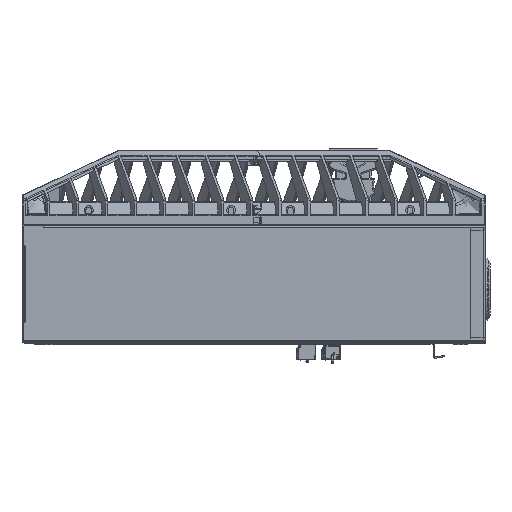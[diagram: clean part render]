
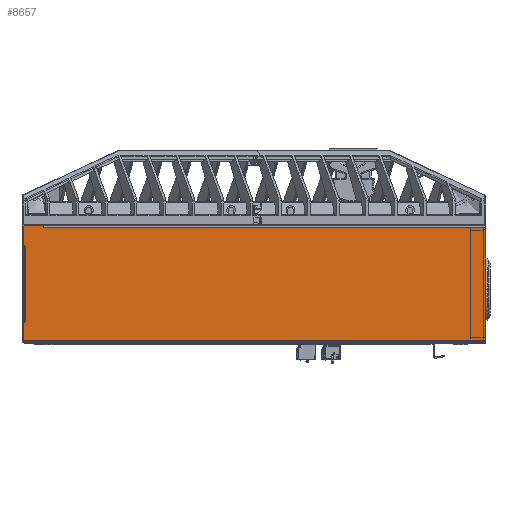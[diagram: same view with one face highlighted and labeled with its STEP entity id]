
A CAD part, left-side view. The second image highlights one B-rep face of the part: STEP entity #8657.
In plain terms, the highlighted planar face has unit normal (-1, 0, 0).
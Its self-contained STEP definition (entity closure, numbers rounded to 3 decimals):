
#2694=CARTESIAN_POINT('',(-260.,367.,2.));
#2696=DIRECTION('',(0.,-1.,0.));
#2697=VECTOR('',#2696,367.);
#2698=CARTESIAN_POINT('',(-260.,367.,2.));
#2699=LINE('',#2698,#2697);
#2700=DIRECTION('',(0.,0.866,0.5));
#2701=VECTOR('',#2700,2.309);
#2702=CARTESIAN_POINT('',(-260.,365.,77.));
#2703=LINE('',#2702,#2701);
#2704=DIRECTION('',(0.,0.,1.));
#2705=VECTOR('',#2704,13.845);
#2706=CARTESIAN_POINT('',(-260.,367.,78.155));
#2707=LINE('',#2706,#2705);
#2708=CARTESIAN_POINT('',(-260.,367.,92.));
#2709=CARTESIAN_POINT('',(-260.,366.994,92.189));
#2710=CARTESIAN_POINT('',(-260.,366.911,92.516));
#2711=CARTESIAN_POINT('',(-260.,366.516,92.911));
#2712=CARTESIAN_POINT('',(-260.,366.189,92.994));
#2713=CARTESIAN_POINT('',(-260.,366.,93.));
#2715=DIRECTION('',(0.,-0.5,-0.866));
#2716=VECTOR('',#2715,1.155);
#2717=CARTESIAN_POINT('',(-260.,351.577,93.));
#2718=LINE('',#2717,#2716);
#2719=DIRECTION('',(0.,0.,1.));
#2720=VECTOR('',#2719,13.845);
#2721=CARTESIAN_POINT('',(-260.,367.,2.));
#2722=LINE('',#2721,#2720);
#2723=DIRECTION('',(0.,-0.866,0.5));
#2724=VECTOR('',#2723,2.309);
#2725=CARTESIAN_POINT('',(-260.,367.,15.845));
#2726=LINE('',#2725,#2724);
#2741=DIRECTION('',(0.,0.,-1.));
#2742=VECTOR('',#2741,60.);
#2743=CARTESIAN_POINT('',(-260.,365.,77.));
#2744=LINE('',#2743,#2742);
#2879=DIRECTION('',(0.,0.,1.));
#2880=VECTOR('',#2879,90.);
#2881=CARTESIAN_POINT('',(-260.,0.,2.));
#2882=LINE('',#2881,#2880);
#2909=DIRECTION('',(0.,1.,0.));
#2910=VECTOR('',#2909,351.);
#2911=CARTESIAN_POINT('',(-260.,0.,92.));
#2912=LINE('',#2911,#2910);
#2925=DIRECTION('',(0.,1.,0.));
#2926=VECTOR('',#2925,14.423);
#2927=CARTESIAN_POINT('',(-260.,351.577,93.));
#2928=LINE('',#2927,#2926);
#5413=VERTEX_POINT('',#2694);
#5415=CARTESIAN_POINT('',(-260.,0.,2.));
#5416=VERTEX_POINT('',#5415);
#5417=CARTESIAN_POINT('',(-260.,365.,77.));
#5418=CARTESIAN_POINT('',(-260.,367.,78.155));
#5419=VERTEX_POINT('',#5417);
#5420=VERTEX_POINT('',#5418);
#5421=CARTESIAN_POINT('',(-260.,367.,92.));
#5422=VERTEX_POINT('',#5421);
#5423=VERTEX_POINT('',#2713);
#5424=CARTESIAN_POINT('',(-260.,351.577,93.));
#5425=VERTEX_POINT('',#5424);
#5426=CARTESIAN_POINT('',(-260.,351.,92.));
#5427=VERTEX_POINT('',#5426);
#5428=CARTESIAN_POINT('',(-260.,0.,92.));
#5429=VERTEX_POINT('',#5428);
#5430=CARTESIAN_POINT('',(-260.,367.,15.845));
#5431=VERTEX_POINT('',#5430);
#5432=CARTESIAN_POINT('',(-260.,365.,17.));
#5433=VERTEX_POINT('',#5432);
#8629=CARTESIAN_POINT('',(-260.,0.,110.));
#8630=DIRECTION('',(-1.,0.,0.));
#8631=DIRECTION('',(0.,0.,-1.));
#8632=AXIS2_PLACEMENT_3D('',#8629,#8630,#8631);
#8633=PLANE('',#8632);
#8635=ORIENTED_EDGE('',*,*,#8634,.T.);
#8637=ORIENTED_EDGE('',*,*,#8636,.T.);
#8639=ORIENTED_EDGE('',*,*,#8638,.T.);
#8641=ORIENTED_EDGE('',*,*,#8640,.F.);
#8643=ORIENTED_EDGE('',*,*,#8642,.T.);
#8645=ORIENTED_EDGE('',*,*,#8644,.F.);
#8647=ORIENTED_EDGE('',*,*,#8646,.F.);
#8648=ORIENTED_EDGE('',*,*,#8622,.F.);
#8650=ORIENTED_EDGE('',*,*,#8649,.T.);
#8652=ORIENTED_EDGE('',*,*,#8651,.T.);
#8654=ORIENTED_EDGE('',*,*,#8653,.F.);
#8655=EDGE_LOOP('',(#8635,#8637,#8639,#8641,#8643,#8645,#8647,#8648,#8650,#8652,
#8654));
#8656=FACE_OUTER_BOUND('',#8655,.F.);
#8657=ADVANCED_FACE('',(#8656),#8633,.T.);
#2714=B_SPLINE_CURVE_WITH_KNOTS('',3,(#2708,#2709,#2710,#2711,#2712,#2713),
.UNSPECIFIED.,.F.,.F.,(4,1,1,4),(0.,0.333,0.667,1.),
.UNSPECIFIED.);
#8622=EDGE_CURVE('',#5413,#5416,#2699,.T.);
#8634=EDGE_CURVE('',#5419,#5420,#2703,.T.);
#8636=EDGE_CURVE('',#5420,#5422,#2707,.T.);
#8638=EDGE_CURVE('',#5422,#5423,#2714,.T.);
#8640=EDGE_CURVE('',#5425,#5423,#2928,.T.);
#8642=EDGE_CURVE('',#5425,#5427,#2718,.T.);
#8644=EDGE_CURVE('',#5429,#5427,#2912,.T.);
#8646=EDGE_CURVE('',#5416,#5429,#2882,.T.);
#8649=EDGE_CURVE('',#5413,#5431,#2722,.T.);
#8651=EDGE_CURVE('',#5431,#5433,#2726,.T.);
#8653=EDGE_CURVE('',#5419,#5433,#2744,.T.);
